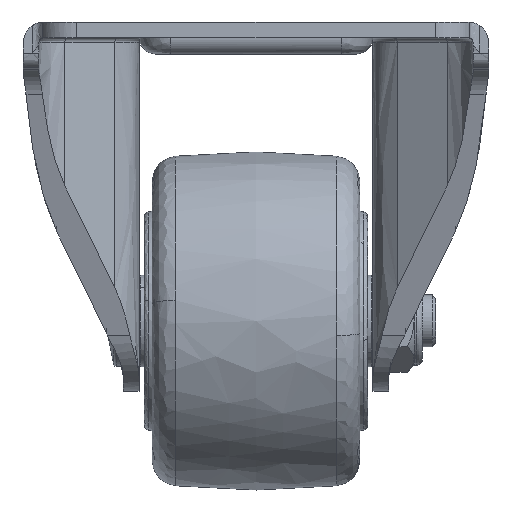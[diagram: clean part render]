
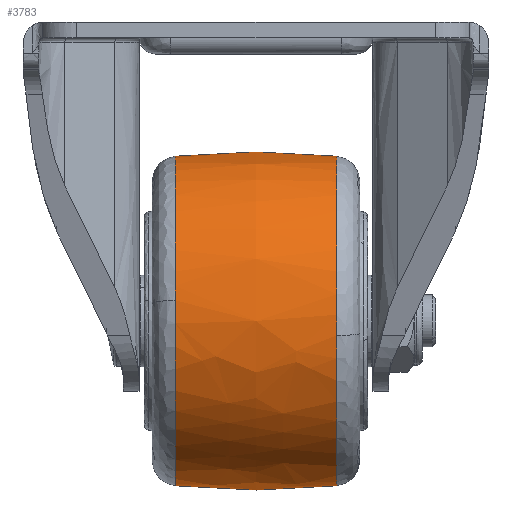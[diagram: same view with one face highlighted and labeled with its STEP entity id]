
A CAD part, left-side view. The second image highlights one B-rep face of the part: STEP entity #3783.
In plain terms, the highlighted free-form (B-spline) face has degree [2, 2] with [3, 7] control points.
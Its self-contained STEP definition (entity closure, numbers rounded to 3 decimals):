
#3497=CARTESIAN_POINT('',(-31.573,-15.517,-2.784));
#3498=VERTEX_POINT('',#3497);
#3510=CARTESIAN_POINT('',(0.0,-15.517,-31.695));
#3511=VERTEX_POINT('',#3510);
#3512=CARTESIAN_POINT('',(-31.573,-15.517,-2.784));
#3513=CARTESIAN_POINT('',(-31.417,-15.517,-4.552));
#3514=CARTESIAN_POINT('',(-30.891,-15.517,-7.578));
#3515=CARTESIAN_POINT('',(-29.478,-15.517,-11.889));
#3516=CARTESIAN_POINT('',(-27.304,-15.517,-16.425));
#3517=CARTESIAN_POINT('',(-23.96,-15.517,-21.071));
#3518=CARTESIAN_POINT('',(-19.271,-15.517,-25.415));
#3519=CARTESIAN_POINT('',(-14.718,-15.517,-28.226));
#3520=CARTESIAN_POINT('',(-9.793,-15.517,-30.273));
#3521=CARTESIAN_POINT('',(-5.14,-15.517,-31.427));
#3522=CARTESIAN_POINT('',(-1.591,-15.517,-31.695));
#3523=CARTESIAN_POINT('',(0.0,-15.517,-31.695));
#3524=B_SPLINE_CURVE_WITH_KNOTS('',3,(#3512,#3513,#3514,#3515,#3516,#3517,#3518,#3519,#3520,#3521,#3522,#3523),.UNSPECIFIED.,.F.,.U.,(4,1,1,1,1,1,1,1,1,4),(0.,5.324,9.179,13.586,20.378,26.253,32.679,36.351,42.225,46.999),.UNSPECIFIED.);
#3525=EDGE_CURVE('',#3498,#3511,#3524,.T.);
#3593=CARTESIAN_POINT('',(0.0,-15.517,31.695));
#3594=VERTEX_POINT('',#3593);
#3610=CARTESIAN_POINT('',(0.0,-15.517,31.695));
#3611=CARTESIAN_POINT('',(-2.738,-15.517,31.696));
#3612=CARTESIAN_POINT('',(-6.982,-15.517,31.142));
#3613=CARTESIAN_POINT('',(-12.176,-15.517,29.36));
#3614=CARTESIAN_POINT('',(-16.169,-15.517,27.381));
#3615=CARTESIAN_POINT('',(-19.969,-15.517,24.785));
#3616=CARTESIAN_POINT('',(-23.359,-15.517,21.575));
#3617=CARTESIAN_POINT('',(-26.054,-15.517,18.197));
#3618=CARTESIAN_POINT('',(-28.588,-15.517,14.037));
#3619=CARTESIAN_POINT('',(-30.572,-15.517,9.049));
#3620=CARTESIAN_POINT('',(-31.717,-15.517,3.113));
#3621=CARTESIAN_POINT('',(-31.753,-15.517,-0.739));
#3622=CARTESIAN_POINT('',(-31.573,-15.517,-2.784));
#3623=B_SPLINE_CURVE_WITH_KNOTS('',3,(#3610,#3611,#3612,#3613,#3614,#3615,#3616,#3617,#3618,#3619,#3620,#3621,#3622),.UNSPECIFIED.,.F.,.U.,(4,1,1,1,1,1,1,1,1,1,4),(0.,8.215,12.733,16.43,21.564,26.493,30.395,34.502,41.074,46.414,52.575),.UNSPECIFIED.);
#3624=EDGE_CURVE('',#3594,#3498,#3623,.T.);
#3659=CARTESIAN_POINT('',(0.0,15.517,-31.695));
#3660=VERTEX_POINT('',#3659);
#3661=CARTESIAN_POINT('',(0.0,-15.517,-31.695));
#3662=CARTESIAN_POINT('',(0.0,-5.209,-32.768));
#3663=CARTESIAN_POINT('',(0.0,5.209,-32.768));
#3664=CARTESIAN_POINT('',(0.0,15.517,-31.695));
#3665=B_SPLINE_CURVE_WITH_KNOTS('',3,(#3661,#3662,#3663,#3664),.UNSPECIFIED.,.F.,.U.,(4,4),(0.,31.09),.UNSPECIFIED.);
#3666=EDGE_CURVE('',#3511,#3660,#3665,.T.);
#3685=CARTESIAN_POINT('',(0.0,15.517,31.695));
#3686=VERTEX_POINT('',#3685);
#3703=CARTESIAN_POINT('',(0.0,-15.517,31.695));
#3704=CARTESIAN_POINT('',(0.0,-5.209,32.768));
#3705=CARTESIAN_POINT('',(0.0,5.209,32.768));
#3706=CARTESIAN_POINT('',(0.0,15.517,31.695));
#3707=B_SPLINE_CURVE_WITH_KNOTS('',3,(#3703,#3704,#3705,#3706),.UNSPECIFIED.,.F.,.U.,(4,4),(0.,31.09),.UNSPECIFIED.);
#3708=EDGE_CURVE('',#3594,#3686,#3707,.T.);
#3715=CARTESIAN_POINT('',(0.881,-17.058,31.527));
#3716=CARTESIAN_POINT('',(0.936,0.,33.479));
#3717=CARTESIAN_POINT('',(0.881,17.058,31.527));
#3718=CARTESIAN_POINT('',(0.443,-17.058,31.527));
#3719=CARTESIAN_POINT('',(0.471,0.,33.479));
#3720=CARTESIAN_POINT('',(0.443,17.058,31.527));
#3721=CARTESIAN_POINT('',(-31.527,-17.058,31.527));
#3722=CARTESIAN_POINT('',(-33.479,0.,33.479));
#3723=CARTESIAN_POINT('',(-31.527,17.058,31.527));
#3724=CARTESIAN_POINT('',(-31.527,-17.058,0.0));
#3725=CARTESIAN_POINT('',(-33.479,0.,0.0));
#3726=CARTESIAN_POINT('',(-31.527,17.058,0.0));
#3727=CARTESIAN_POINT('',(-31.527,-17.058,-31.527));
#3728=CARTESIAN_POINT('',(-33.479,0.,-33.479));
#3729=CARTESIAN_POINT('',(-31.527,17.058,-31.527));
#3730=CARTESIAN_POINT('',(0.443,-17.058,-31.527));
#3731=CARTESIAN_POINT('',(0.471,0.,-33.479));
#3732=CARTESIAN_POINT('',(0.443,17.058,-31.527));
#3733=CARTESIAN_POINT('',(0.881,-17.058,-31.527));
#3734=CARTESIAN_POINT('',(0.936,0.,-33.479));
#3735=CARTESIAN_POINT('',(0.881,17.058,-31.527));
#3743=(BOUNDED_SURFACE()B_SPLINE_SURFACE(2,2,((#3715,#3718,#3721,#3724,#3727,#3730,#3733),(#3716,#3719,#3722,#3725,#3728,#3731,#3734),(#3717,#3720,#3723,#3726,#3729,#3732,#3735)),.UNSPECIFIED.,.F.,.F.,.U.)B_SPLINE_SURFACE_WITH_KNOTS((3,3),(3,1,2,1,3),(0.0,34.227),(0.0,1.077,54.925,108.772,109.849),.UNSPECIFIED.)GEOMETRIC_REPRESENTATION_ITEM()RATIONAL_B_SPLINE_SURFACE(((0.905,0.9,0.633,0.895,0.633,0.9,0.905),(0.899,0.894,0.628,0.889,0.628,0.894,0.899),(0.905,0.9,0.633,0.895,0.633,0.9,0.905)))REPRESENTATION_ITEM('')SURFACE());
#3744=ORIENTED_EDGE('',*,*,#3666,.F.);
#3745=ORIENTED_EDGE('',*,*,#3525,.F.);
#3746=ORIENTED_EDGE('',*,*,#3624,.F.);
#3747=ORIENTED_EDGE('',*,*,#3708,.T.);
#3748=CARTESIAN_POINT('',(-31.445,15.517,3.972));
#3749=VERTEX_POINT('',#3748);
#3750=CARTESIAN_POINT('',(0.0,15.517,31.695));
#3751=CARTESIAN_POINT('',(-2.684,15.517,31.696));
#3752=CARTESIAN_POINT('',(-7.455,15.517,31.086));
#3753=CARTESIAN_POINT('',(-13.36,15.517,28.911));
#3754=CARTESIAN_POINT('',(-18.179,15.517,26.138));
#3755=CARTESIAN_POINT('',(-21.749,15.517,23.216));
#3756=CARTESIAN_POINT('',(-25.004,15.517,19.638));
#3757=CARTESIAN_POINT('',(-27.955,15.517,15.349));
#3758=CARTESIAN_POINT('',(-30.327,15.517,9.903));
#3759=CARTESIAN_POINT('',(-31.214,15.517,5.807));
#3760=CARTESIAN_POINT('',(-31.445,15.517,3.972));
#3761=B_SPLINE_CURVE_WITH_KNOTS('',3,(#3750,#3751,#3752,#3753,#3754,#3755,#3756,#3757,#3758,#3759,#3760),.UNSPECIFIED.,.F.,.U.,(4,1,1,1,1,1,1,1,4),(0.,8.051,14.314,18.787,24.691,28.091,33.279,40.257,45.804),.UNSPECIFIED.);
#3762=EDGE_CURVE('',#3686,#3749,#3761,.T.);
#3763=ORIENTED_EDGE('',*,*,#3762,.T.);
#3764=CARTESIAN_POINT('',(-31.445,15.517,3.972));
#3765=CARTESIAN_POINT('',(-31.744,15.517,1.611));
#3766=CARTESIAN_POINT('',(-31.804,15.517,-3.039));
#3767=CARTESIAN_POINT('',(-30.553,15.517,-9.035));
#3768=CARTESIAN_POINT('',(-28.698,15.517,-13.66));
#3769=CARTESIAN_POINT('',(-26.745,15.517,-17.148));
#3770=CARTESIAN_POINT('',(-24.101,15.517,-20.776));
#3771=CARTESIAN_POINT('',(-20.583,15.517,-24.317));
#3772=CARTESIAN_POINT('',(-16.33,15.517,-27.308));
#3773=CARTESIAN_POINT('',(-12.369,15.517,-29.273));
#3774=CARTESIAN_POINT('',(-8.329,15.517,-30.678));
#3775=CARTESIAN_POINT('',(-4.271,15.517,-31.51));
#3776=CARTESIAN_POINT('',(-1.33,15.517,-31.695));
#3777=CARTESIAN_POINT('',(0.0,15.517,-31.695));
#3778=B_SPLINE_CURVE_WITH_KNOTS('',3,(#3764,#3765,#3766,#3767,#3768,#3769,#3770,#3771,#3772,#3773,#3774,#3775,#3776,#3777),.UNSPECIFIED.,.F.,.U.,(4,1,1,1,1,1,1,1,1,1,1,4),(0.,7.141,13.863,18.273,22.054,25.835,31.716,36.967,41.378,44.948,49.779,53.77),.UNSPECIFIED.);
#3779=EDGE_CURVE('',#3749,#3660,#3778,.T.);
#3780=ORIENTED_EDGE('',*,*,#3779,.T.);
#3781=EDGE_LOOP('',(#3744,#3745,#3746,#3747,#3763,#3780));
#3782=FACE_OUTER_BOUND('',#3781,.T.);
#3783=ADVANCED_FACE('',(#3782),#3743,.T.);
